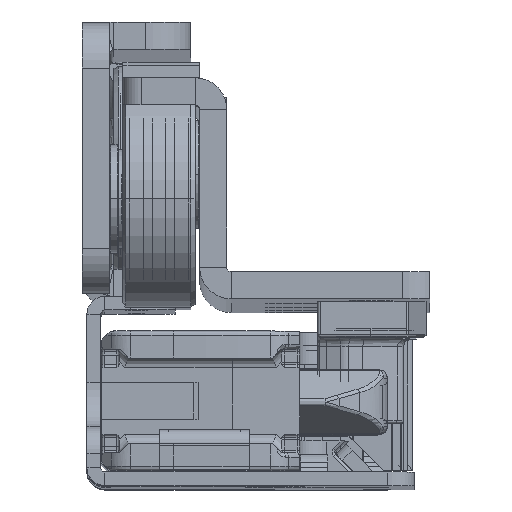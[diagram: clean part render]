
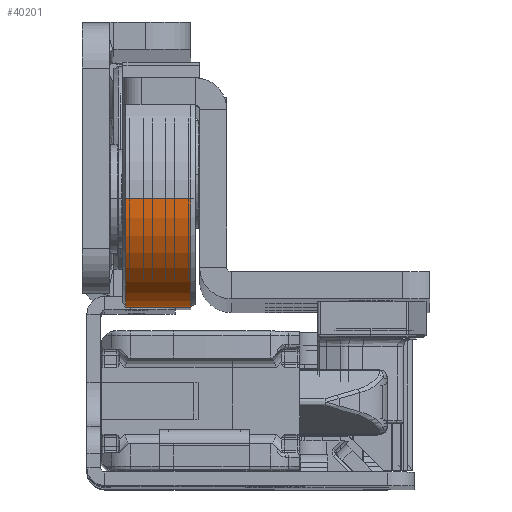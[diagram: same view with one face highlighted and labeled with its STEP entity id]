
A CAD part, top view. The second image highlights one B-rep face of the part: STEP entity #40201.
In plain terms, the highlighted cylindrical face has radius 12 mm (diameter 24 mm), a partial arc.
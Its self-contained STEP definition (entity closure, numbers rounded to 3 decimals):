
#11014 = CARTESIAN_POINT ( 'NONE',  ( 0., 0., 0. ) ) ;
#19861 = VECTOR ( 'NONE', #115322, 1000. ) ;
#24364 = EDGE_CURVE ( 'NONE', #42701, #119527, #27625, .T. ) ;
#27625 = LINE ( 'NONE', #71886, #97382 ) ;
#32153 = DIRECTION ( 'NONE',  ( -1., 0., 0. ) ) ;
#34733 = CARTESIAN_POINT ( 'NONE',  ( 7.711, 0., 12. ) ) ;
#34746 = CARTESIAN_POINT ( 'NONE',  ( 7.711, 0., -12. ) ) ;
#36205 = DIRECTION ( 'NONE',  ( 0., 0., -1. ) ) ;
#36227 = ORIENTED_EDGE ( 'NONE', *, *, #24364, .F. ) ;
#39300 = CARTESIAN_POINT ( 'NONE',  ( 0., 0., -12. ) ) ;
#40201 = ADVANCED_FACE ( 'NONE', ( #113250 ), #124766, .T. ) ;
#42575 = ORIENTED_EDGE ( 'NONE', *, *, #63881, .T. ) ;
#42701 = VERTEX_POINT ( 'NONE', #34733 ) ;
#52005 = AXIS2_PLACEMENT_3D ( 'NONE', #62723, #94011, #125316 ) ;
#59725 = VERTEX_POINT ( 'NONE', #34746 ) ;
#62723 = CARTESIAN_POINT ( 'NONE',  ( 7.711, 0., 0. ) ) ;
#62925 = LINE ( 'NONE', #39300, #19861 ) ;
#63881 = EDGE_CURVE ( 'NONE', #42701, #59725, #110720, .T. ) ;
#69229 = DIRECTION ( 'NONE',  ( -1., 0., 0. ) ) ;
#71886 = CARTESIAN_POINT ( 'NONE',  ( 0., 0., 12. ) ) ;
#77148 = CARTESIAN_POINT ( 'NONE',  ( 0.5, 0., -12. ) ) ;
#82056 = ORIENTED_EDGE ( 'NONE', *, *, #104293, .T. ) ;
#88990 = VERTEX_POINT ( 'NONE', #77148 ) ;
#91097 = AXIS2_PLACEMENT_3D ( 'NONE', #120622, #117937, #36205 ) ;
#94011 = DIRECTION ( 'NONE',  ( -1., 0., 0. ) ) ;
#97333 = EDGE_CURVE ( 'NONE', #88990, #119527, #121542, .T. ) ;
#97382 = VECTOR ( 'NONE', #69229, 1000. ) ;
#103064 = DIRECTION ( 'NONE',  ( 0., 0., 1. ) ) ;
#103862 = ORIENTED_EDGE ( 'NONE', *, *, #97333, .T. ) ;
#104293 = EDGE_CURVE ( 'NONE', #59725, #88990, #62925, .T. ) ;
#104547 = EDGE_LOOP ( 'NONE', ( #42575, #82056, #103862, #36227 ) ) ;
#110720 = CIRCLE ( 'NONE', #52005, 12. ) ;
#113250 = FACE_OUTER_BOUND ( 'NONE', #104547, .T. ) ;
#115322 = DIRECTION ( 'NONE',  ( -1., 0., 0. ) ) ;
#117937 = DIRECTION ( 'NONE',  ( 1., 0., 0. ) ) ;
#119527 = VERTEX_POINT ( 'NONE', #131661 ) ;
#120622 = CARTESIAN_POINT ( 'NONE',  ( 0.5, 0., 0. ) ) ;
#121542 = CIRCLE ( 'NONE', #91097, 12. ) ;
#124766 = CYLINDRICAL_SURFACE ( 'NONE', #133087, 12. ) ;
#125316 = DIRECTION ( 'NONE',  ( 0., 0., 1. ) ) ;
#131661 = CARTESIAN_POINT ( 'NONE',  ( 0.5, 0., 12. ) ) ;
#133087 = AXIS2_PLACEMENT_3D ( 'NONE', #11014, #32153, #103064 ) ;
